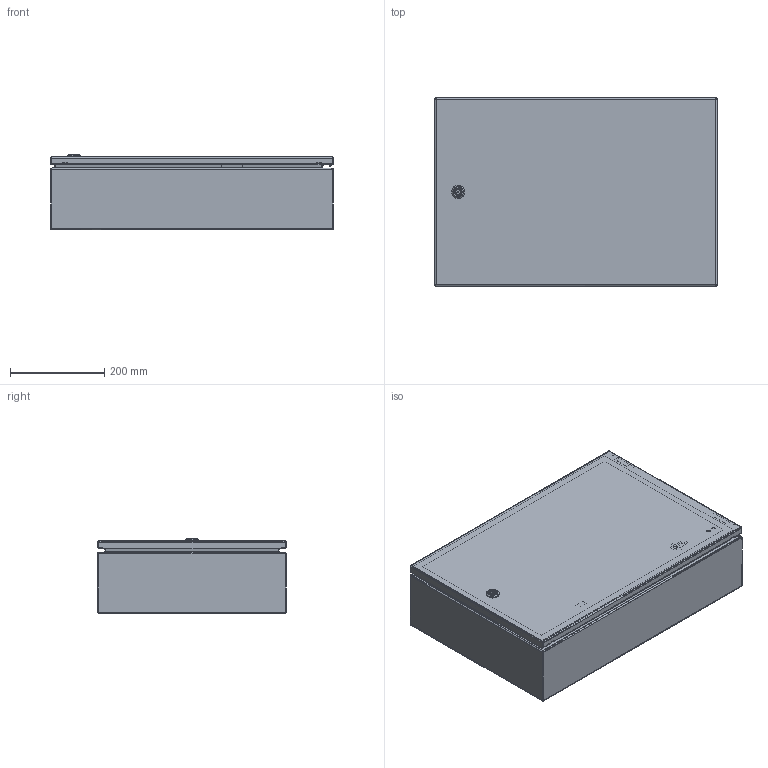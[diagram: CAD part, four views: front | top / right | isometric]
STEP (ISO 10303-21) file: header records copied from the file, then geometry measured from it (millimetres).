
FILE_DESCRIPTION (( 'STEP AP214' ), '1' );
FILE_NAME ('37026415.STEP', '2013-12-19T13:30:29', ( '' ), ( '' ), 'SwSTEP 2.0', 'SolidWorks 2013', '' );
FILE_SCHEMA (( 'AUTOMOTIVE_DESIGN' ));
Length unit declared in the file: millimetre
Products named in the file (36): 42045_Unterteil; 83160; 56167; 82156; 42068; 93171; 42067; 56067; 42083; 42067_Betaetigung; 42105; 42067_O-Ring; 42098; 42067_Federsch; 56032; 42090; 92081; 82204; 93506; 42066; 98086; 42066_Mutter; 42199_Deckeleingespannt; 42066_Geh; 93378; 93379; 42200; 82410_37016415; 42201; 42081; 42045; 42045_Stift_umgedreht; 37026415; 42045_Oberteil; 42045_Stift
Assembly tree (50 placements, depth 5):
  37026415
    56032
      42081
      82410_37016415
      93379
      56167
        42066
          42066_Geh
          42066_Mutter
        82204
        42090
        42067
          42067_Federsch
          42067_O-Ring
          42067_Betaetigung
          42067
        42068
      42045_Stift_umgedreht
        42045_Unterteil
        42045_Stift
        42045_Oberteil
      42045
        42045_Unterteil
        42045_Stift
        42045_Oberteil
      42201
      42200
      93378  x2
      42199_Deckeleingespannt
      98086  x2
      93506  x2
      92081
    56067
      42098
      42105
      42083
      93379
    93171  x4
    82156  x4
    83160  x2
    92081
Bounding box: 600.1 x 400 x 160.2 mm (x, y, z)
Volume: 1547183.7 mm3; surface area: 1895719.9 mm2
Topology: 43 solids, 43 shells, 1245 faces, 3078 edges, 1934 vertices
Faces by surface type: plane 540, cylinder 520, torus 62, cone 57, bspline 46, sphere 20
Entity records: 30541 total; most frequent: CARTESIAN_POINT 7333, DIRECTION 4581, ORIENTED_EDGE 4386, EDGE_CURVE 2193, AXIS2_PLACEMENT_3D 1687, VERTEX_POINT 1367, LINE 1207, VECTOR 1207
